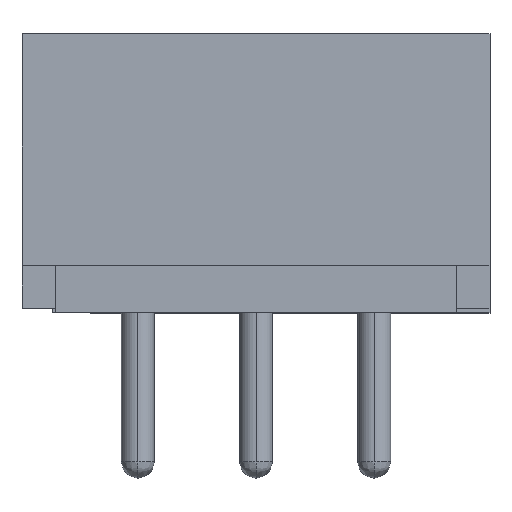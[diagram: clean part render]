
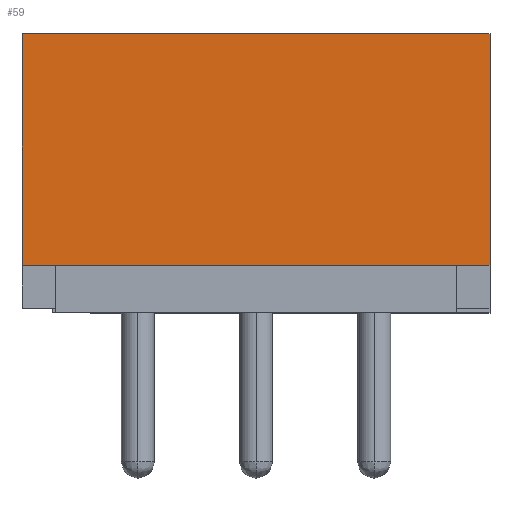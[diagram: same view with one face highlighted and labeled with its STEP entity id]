
A CAD part, top view. The second image highlights one B-rep face of the part: STEP entity #59.
In plain terms, the highlighted planar face has unit normal (0, 0, 1).
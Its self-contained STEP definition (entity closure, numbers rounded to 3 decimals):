
#59=ADVANCED_FACE('',(#154),#155,.T.);
#154=FACE_OUTER_BOUND('',#322,.T.);
#155=PLANE('',#323);
#322=EDGE_LOOP('',(#844,#845,#846,#847));
#323=AXIS2_PLACEMENT_3D('',#848,#849,#850);
#844=ORIENTED_EDGE('',*,*,#1347,.T.);
#845=ORIENTED_EDGE('',*,*,#1361,.F.);
#846=ORIENTED_EDGE('',*,*,#1381,.F.);
#847=ORIENTED_EDGE('',*,*,#1387,.T.);
#848=CARTESIAN_POINT('',(-4.95,-2.95,2.47));
#849=DIRECTION('',(0.0,0.0,1.0));
#850=DIRECTION('',(1.0,0.0,0.0));
#1347=EDGE_CURVE('',#1560,#1557,#1561,.T.);
#1361=EDGE_CURVE('',#1584,#1557,#1586,.T.);
#1381=EDGE_CURVE('',#1620,#1584,#1622,.T.);
#1387=EDGE_CURVE('',#1620,#1560,#1632,.T.);
#1557=VERTEX_POINT('',#1895);
#1560=VERTEX_POINT('',#1899);
#1561=LINE('',#1900,#1901);
#1584=VERTEX_POINT('',#1936);
#1586=LINE('',#1939,#1940);
#1620=VERTEX_POINT('',#1992);
#1622=LINE('',#1995,#1996);
#1632=LINE('',#2011,#2012);
#1895=CARTESIAN_POINT('',(4.95,2.95,2.47));
#1899=CARTESIAN_POINT('',(4.95,-1.95,2.47));
#1900=CARTESIAN_POINT('',(4.95,-1.95,2.47));
#1901=VECTOR('',#2335,4.9);
#1936=CARTESIAN_POINT('',(-4.95,2.95,2.47));
#1939=CARTESIAN_POINT('',(-4.95,2.95,2.47));
#1940=VECTOR('',#2349,9.9);
#1992=CARTESIAN_POINT('',(-4.95,-1.95,2.47));
#1995=CARTESIAN_POINT('',(-4.95,-1.95,2.47));
#1996=VECTOR('',#2369,4.9);
#2011=CARTESIAN_POINT('',(-4.95,-1.95,2.47));
#2012=VECTOR('',#2375,9.9);
#2335=DIRECTION('',(0.0,1.0,0.0));
#2349=DIRECTION('',(1.0,0.0,0.0));
#2369=DIRECTION('',(0.0,1.0,0.0));
#2375=DIRECTION('',(1.0,0.0,0.0));
